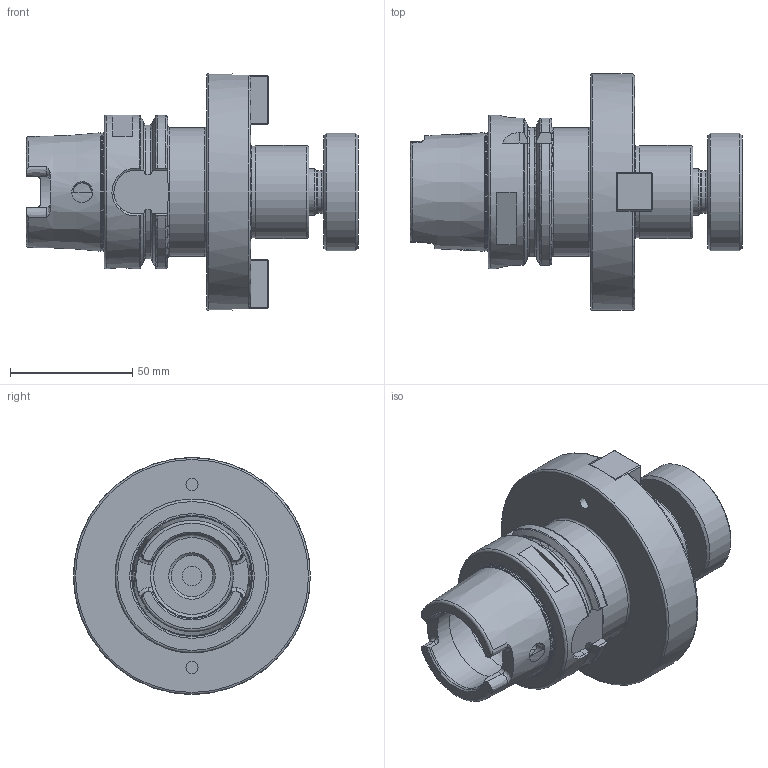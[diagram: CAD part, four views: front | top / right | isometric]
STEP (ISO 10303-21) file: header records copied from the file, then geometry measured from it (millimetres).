
FILE_DESCRIPTION(/* description */ (''),/* implementation_level */ '2;1');
FILE_NAME(/* name */ 'HSK063A-SM150-0236.stp',/* time_stamp */ '2019-07-24T16:18:37-05:00',/* author */ ('ldfli'),/* organization */ (''),/* preprocessor_version */ 'ST-DEVELOPER v18',/* originating_system */ 'Autodesk Inventor LT',/* authorisation */ '');
FILE_SCHEMA (('AUTOMOTIVE_DESIGN { 1 0 10303 214 3 1 1 }'));
Length unit declared in the file: millimetre
Products named in the file (1): HSK063A-SM150-0236
Bounding box: 136 x 97 x 97 mm (x, y, z)
Volume: 300621.5 mm3; surface area: 61490 mm2
Topology: 4 solids, 4 shells, 261 faces, 688 edges, 456 vertices
Faces by surface type: plane 142, cylinder 47, torus 31, cone 28, bspline 13
Full cylindrical faces by diameter (mm): 4.917 x2, 6 x2, 6.5 x2, 7.5 x2, 8 x1, 10 x3, 11.2 x2, 14 x1, 17 x1, 17.323 x1, 17.526 x1, 19 x1, 19.05 x1, 28 x1, 34 x2, 37.6 x1, 38.1 x1, 40 x1, 48 x1, 48.241 x1, 52.8 x1, 63 x1, 97 x1
Entity records: 9635 total; most frequent: CARTESIAN_POINT 3183, ORIENTED_EDGE 1380, DIRECTION 1302, EDGE_CURVE 690, AXIS2_PLACEMENT_3D 499, VERTEX_POINT 458, LINE 304, VECTOR 304
